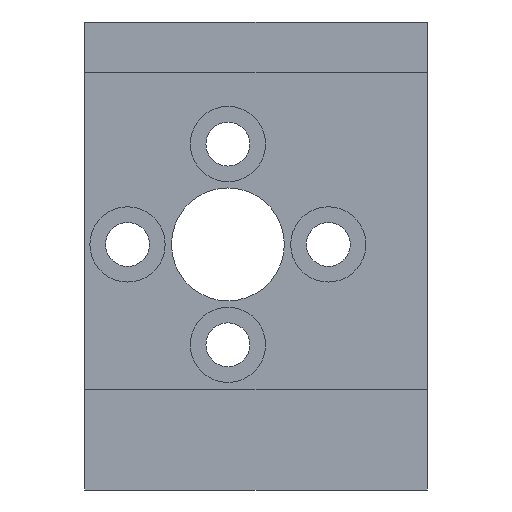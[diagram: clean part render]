
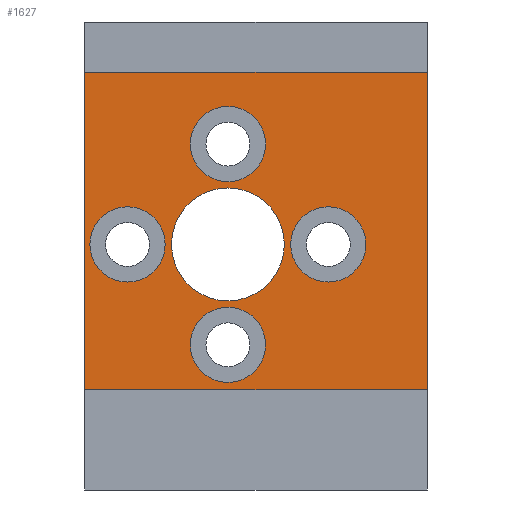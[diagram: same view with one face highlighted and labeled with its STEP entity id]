
A CAD part, front view. The second image highlights one B-rep face of the part: STEP entity #1627.
In plain terms, the highlighted planar face has unit normal (0, -1, 0).
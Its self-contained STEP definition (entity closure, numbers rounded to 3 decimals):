
#130=LINE('',#2753,#244);
#132=LINE('',#2757,#246);
#133=LINE('',#2759,#247);
#134=LINE('',#2760,#248);
#244=VECTOR('',#2284,10.);
#246=VECTOR('',#2288,10.);
#247=VECTOR('',#2289,10.);
#248=VECTOR('',#2290,10.);
#376=FACE_BOUND('',#615,.T.);
#377=FACE_BOUND('',#616,.T.);
#378=FACE_BOUND('',#617,.T.);
#379=FACE_BOUND('',#618,.T.);
#380=FACE_BOUND('',#619,.T.);
#469=FACE_OUTER_BOUND('',#614,.T.);
#614=EDGE_LOOP('',(#1390,#1391,#1392,#1393));
#615=EDGE_LOOP('',(#1394));
#616=EDGE_LOOP('',(#1395));
#617=EDGE_LOOP('',(#1396));
#618=EDGE_LOOP('',(#1397));
#619=EDGE_LOOP('',(#1398));
#724=CIRCLE('',#1829,4.5);
#725=CIRCLE('',#1831,3.);
#727=CIRCLE('',#1834,3.);
#729=CIRCLE('',#1837,3.);
#731=CIRCLE('',#1840,3.);
#844=VERTEX_POINT('',#2702);
#845=VERTEX_POINT('',#2706);
#847=VERTEX_POINT('',#2712);
#849=VERTEX_POINT('',#2718);
#851=VERTEX_POINT('',#2724);
#857=VERTEX_POINT('',#2750);
#858=VERTEX_POINT('',#2752);
#859=VERTEX_POINT('',#2756);
#860=VERTEX_POINT('',#2758);
#1021=EDGE_CURVE('',#844,#844,#724,.T.);
#1023=EDGE_CURVE('',#845,#845,#725,.T.);
#1026=EDGE_CURVE('',#847,#847,#727,.T.);
#1029=EDGE_CURVE('',#849,#849,#729,.T.);
#1032=EDGE_CURVE('',#851,#851,#731,.T.);
#1044=EDGE_CURVE('',#858,#857,#130,.F.);
#1046=EDGE_CURVE('',#857,#859,#132,.T.);
#1047=EDGE_CURVE('',#860,#859,#133,.T.);
#1048=EDGE_CURVE('',#860,#858,#134,.T.);
#1390=ORIENTED_EDGE('',*,*,#1046,.T.);
#1391=ORIENTED_EDGE('',*,*,#1047,.F.);
#1392=ORIENTED_EDGE('',*,*,#1048,.T.);
#1393=ORIENTED_EDGE('',*,*,#1044,.T.);
#1394=ORIENTED_EDGE('',*,*,#1032,.T.);
#1395=ORIENTED_EDGE('',*,*,#1029,.T.);
#1396=ORIENTED_EDGE('',*,*,#1026,.T.);
#1397=ORIENTED_EDGE('',*,*,#1023,.T.);
#1398=ORIENTED_EDGE('',*,*,#1021,.T.);
#1537=PLANE('',#1855);
#1627=ADVANCED_FACE('',(#469,#376,#377,#378,#379,#380),#1537,.T.);
#1829=AXIS2_PLACEMENT_3D('',#2703,#2222,#2223);
#1831=AXIS2_PLACEMENT_3D('',#2707,#2227,#2228);
#1834=AXIS2_PLACEMENT_3D('',#2713,#2234,#2235);
#1837=AXIS2_PLACEMENT_3D('',#2719,#2241,#2242);
#1840=AXIS2_PLACEMENT_3D('',#2725,#2248,#2249);
#1855=AXIS2_PLACEMENT_3D('',#2755,#2286,#2287);
#2222=DIRECTION('center_axis',(0.,1.,0.));
#2223=DIRECTION('ref_axis',(1.,0.,0.));
#2227=DIRECTION('center_axis',(0.,1.,0.));
#2228=DIRECTION('ref_axis',(1.,0.,0.));
#2234=DIRECTION('center_axis',(0.,1.,0.));
#2235=DIRECTION('ref_axis',(1.,0.,0.));
#2241=DIRECTION('center_axis',(0.,1.,0.));
#2242=DIRECTION('ref_axis',(1.,0.,0.));
#2248=DIRECTION('center_axis',(0.,1.,0.));
#2249=DIRECTION('ref_axis',(1.,0.,0.));
#2284=DIRECTION('',(0.,0.,-1.));
#2286=DIRECTION('center_axis',(0.,-1.,0.));
#2287=DIRECTION('ref_axis',(1.,0.,0.));
#2288=DIRECTION('',(-1.,0.,0.));
#2289=DIRECTION('',(0.,0.,1.));
#2290=DIRECTION('',(1.,0.,0.));
#2702=CARTESIAN_POINT('',(104.596,-24.9,40.871));
#2703=CARTESIAN_POINT('Origin',(109.096,-24.9,40.871));
#2706=CARTESIAN_POINT('',(117.096,-24.9,43.871));
#2707=CARTESIAN_POINT('Origin',(117.096,-24.9,40.871));
#2712=CARTESIAN_POINT('',(101.096,-24.9,43.871));
#2713=CARTESIAN_POINT('Origin',(101.096,-24.9,40.871));
#2718=CARTESIAN_POINT('',(109.096,-24.9,51.871));
#2719=CARTESIAN_POINT('Origin',(109.096,-24.9,48.871));
#2724=CARTESIAN_POINT('',(109.096,-24.9,35.871));
#2725=CARTESIAN_POINT('Origin',(109.096,-24.9,32.871));
#2750=CARTESIAN_POINT('',(125.,-24.9,54.6));
#2752=CARTESIAN_POINT('',(125.,-24.9,29.3));
#2753=CARTESIAN_POINT('',(125.,-24.9,47.275));
#2755=CARTESIAN_POINT('Origin',(96.17,-24.9,43.95));
#2756=CARTESIAN_POINT('',(97.67,-24.9,54.6));
#2757=CARTESIAN_POINT('',(103.753,-24.9,54.6));
#2758=CARTESIAN_POINT('',(97.67,-24.9,29.3));
#2759=CARTESIAN_POINT('',(97.67,-24.9,47.275));
#2760=CARTESIAN_POINT('',(103.753,-24.9,29.3));
